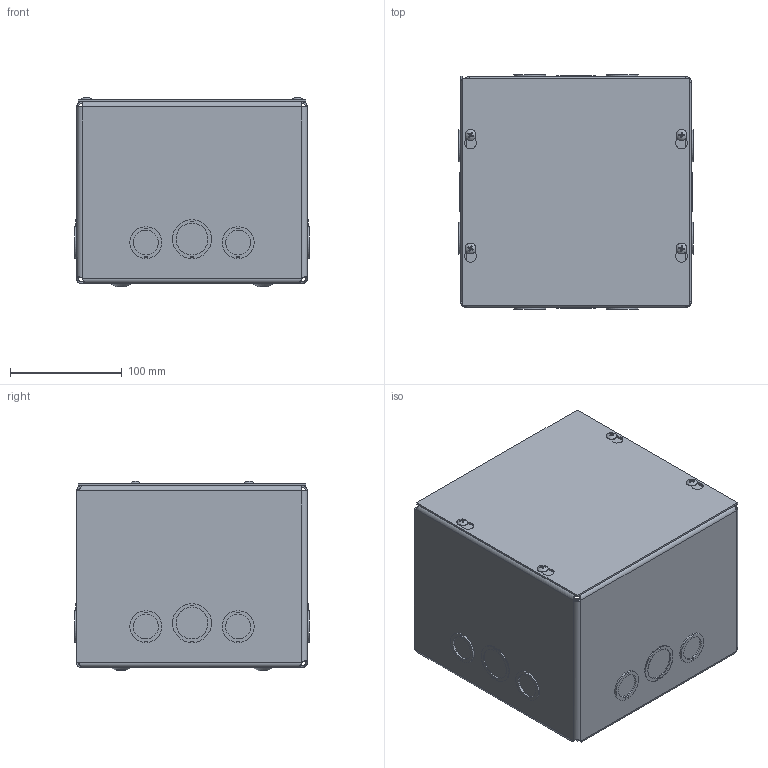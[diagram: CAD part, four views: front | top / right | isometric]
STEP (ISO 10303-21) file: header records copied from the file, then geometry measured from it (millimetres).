
FILE_DESCRIPTION(/* description */ ('SC, 8" X 8" X 6", NEMA1, CS'),/* implementation_level */ '2;1');
FILE_NAME(/* name */ 'SC080806.stp',/* time_stamp */ '2023-08-19T12:37:46-05:00',/* author */ ('kadelman'),/* organization */ (''),/* preprocessor_version */ 'ST-DEVELOPER v18.1',/* originating_system */ 'Autodesk Inventor 2020',/* authorisation */ '');
FILE_SCHEMA (('AUTOMOTIVE_DESIGN { 1 0 10303 214 3 1 1 }'));
Length unit declared in the file: inch
Products named in the file (5): SC080806; SC0808BKP; SC080806WRA; SC0808LPA; 34056
Assembly tree (7 placements, depth 2):
  SC080806
    SC0808BKP
    SC080806WRA
    SC0808LPA
    34056  x4
Bounding box: 209.52 x 209.52 x 170 mm (x, y, z)
Volume: 375824.4 mm3; surface area: 489113.6 mm2
Topology: 23 solids, 23 shells, 692 faces, 1818 edges, 1193 vertices
Faces by surface type: plane 395, cylinder 139, cone 48, bspline 46, torus 44, sphere 20
Full cylindrical faces by diameter (mm): 3.581 x4, 4.166 x4, 4.191 x1, 5.803 x1, 7.62 x4, 9.754 x4
Entity records: 20677 total; most frequent: CARTESIAN_POINT 4888, ORIENTED_EDGE 3152, DIRECTION 2980, EDGE_CURVE 1576, LINE 1088, VECTOR 1088, VERTEX_POINT 1040, AXIS2_PLACEMENT_3D 946
